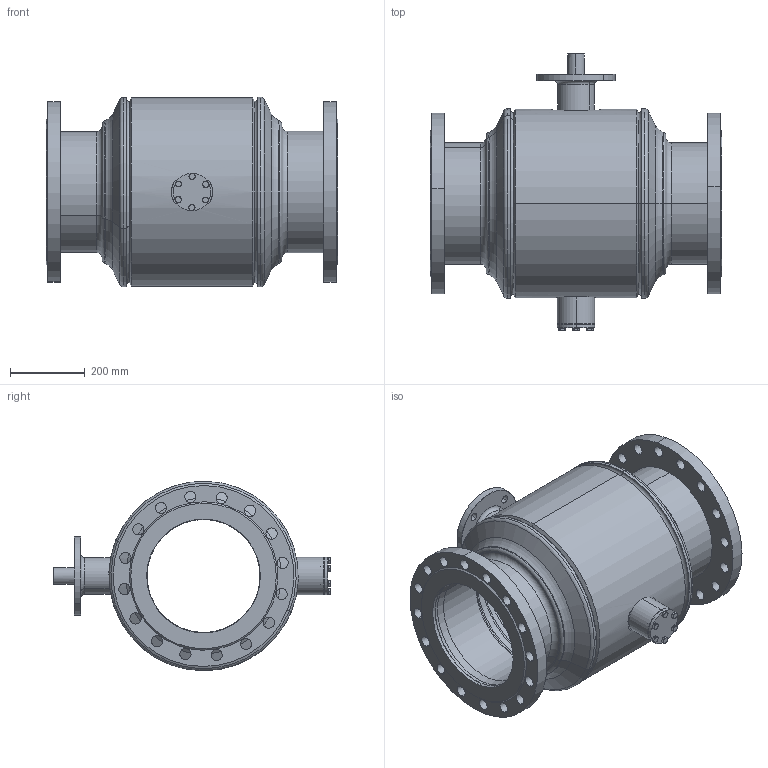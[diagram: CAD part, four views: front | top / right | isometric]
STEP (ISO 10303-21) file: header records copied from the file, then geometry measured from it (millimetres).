
FILE_DESCRIPTION (( 'STEP AP214' ), '1' );
FILE_NAME ('通径DN300法兰球阀-蜗轮盘PN25.STEP', '2026-02-03T00:42:30', ( '' ), ( '' ), 'SwSTEP 2.0', 'SolidWorks 2022', '' );
FILE_SCHEMA (( 'AUTOMOTIVE_DESIGN' ));
Length unit declared in the file: millimetre
Products named in the file (9): 300楊擘2.5; DN350-450苤粣杶; 籵噤300晚概极; 通径DN300法兰球阀-蜗轮盘PN25; Q61F-350-3概裝; Q61F-350-7粣杶珨; hexagon head bolts-full thread gb2_GB_FASTENER_BOLT_STBAB A M10X20-N; 揤裔1; DN350-概极 笢弊
Assembly tree (15 placements, depth 2):
  通径DN300法兰球阀-蜗轮盘PN25
    DN350-概极 笢弊
    揤裔1
    Q61F-350-7粣杶珨
    hexagon head bolts-full thread gb2_GB_FASTENER_BOLT_STBAB A M10X20-N  x6
    DN350-450苤粣杶
    籵噤300晚概极  x2
    300楊擘2.5  x2
    Q61F-350-3概裝
Bounding box: 782 x 742.08 x 508 mm (x, y, z)
Volume: 30272987.9 mm3; surface area: 3400222.3 mm2
Topology: 15 solids, 15 shells, 721 faces, 1675 edges, 1068 vertices
Faces by surface type: cylinder 305, plane 274, cone 116, torus 26
Entity records: 13937 total; most frequent: CARTESIAN_POINT 2768, DIRECTION 2407, ORIENTED_EDGE 2022, EDGE_CURVE 1011, AXIS2_PLACEMENT_3D 981, VERTEX_POINT 654, EDGE_LOOP 565, CIRCLE 527
